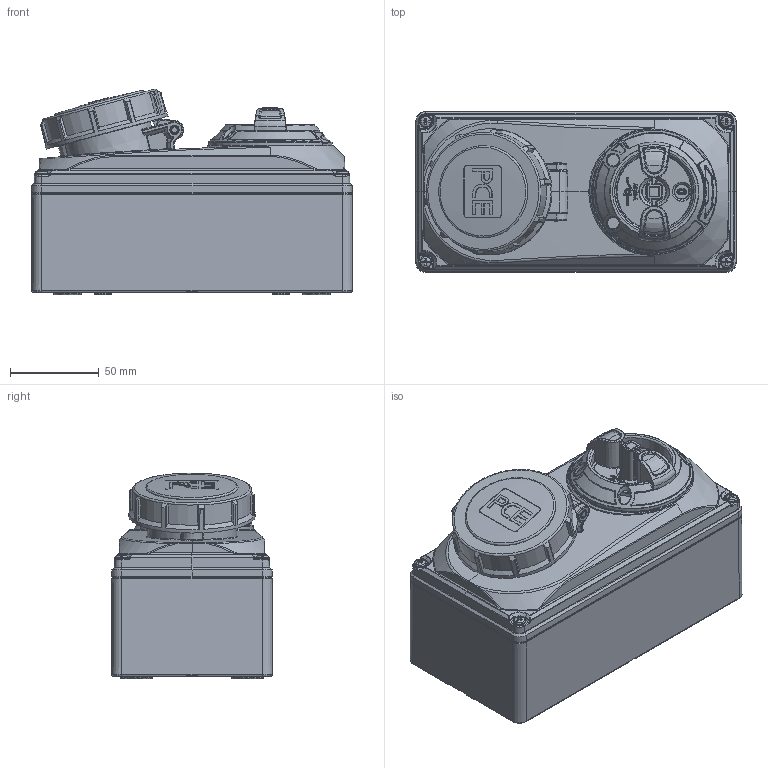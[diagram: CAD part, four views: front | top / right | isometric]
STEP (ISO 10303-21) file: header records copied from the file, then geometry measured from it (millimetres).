
FILE_DESCRIPTION (( 'STEP AP203' ), '1' );
FILE_NAME ('61132-6.STEP', '2018-05-14T11:02:19', ( '' ), ( '' ), 'SwSTEP 2.0', 'SolidWorks 2016', '' );
FILE_SCHEMA (( 'CONFIG_CONTROL_DESIGN' ));
Products named in the file (1): 61132-6
Bounding box: 180.38 x 90.38 x 115.77 mm (x, y, z)
Volume: 1354517.5 mm3; surface area: 102126.9 mm2
Topology: 1 solids, 1 shells, 2561 faces, 6144 edges, 3668 vertices
Faces by surface type: bspline 1218, plane 696, cylinder 441, cone 206
Full cylindrical faces by diameter (mm): 0.6 x1, 2.985 x1, 3.4 x2, 4 x2, 4.1 x2, 5.5 x4, 51.75 x1
Entity records: 128001 total; most frequent: CARTESIAN_POINT 79104, ORIENTED_EDGE 11862, DIRECTION 7329, EDGE_CURVE 5931, VERTEX_POINT 3607, EDGE_LOOP 2816, AXIS2_PLACEMENT_3D 2725, FACE_OUTER_BOUND 2630
